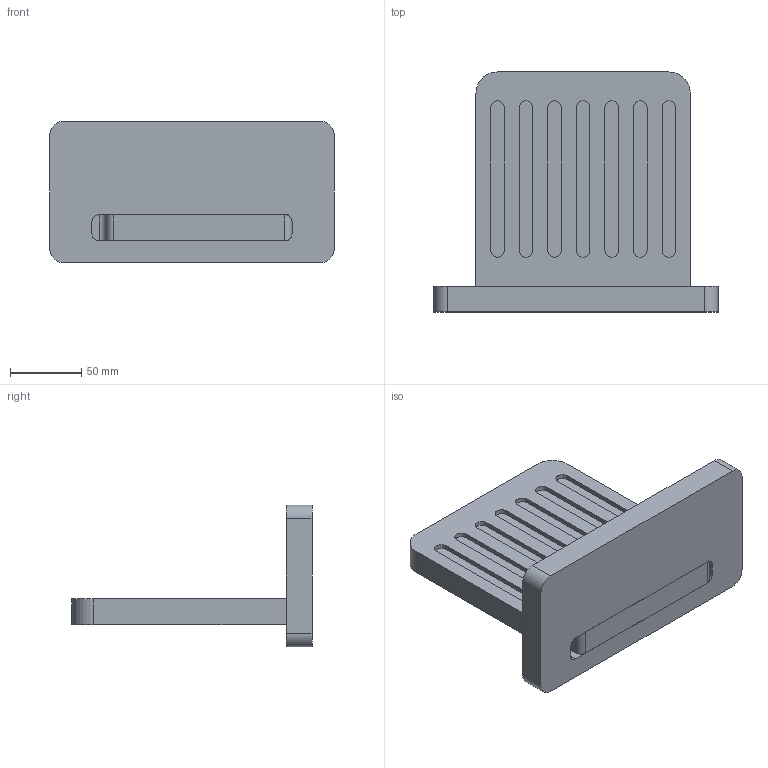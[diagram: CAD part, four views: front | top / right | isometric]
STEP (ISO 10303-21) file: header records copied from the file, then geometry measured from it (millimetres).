
FILE_DESCRIPTION (( 'STEP AP214' ), '1' );
FILE_NAME ('F0617_TableInsert_StandAsm1.STEP', '2024-06-18T18:50:03', ( '' ), ( '' ), 'SwSTEP 2.0', 'SolidWorks 2024', '' );
FILE_SCHEMA (( 'AUTOMOTIVE_DESIGN' ));
Length unit declared in the file: millimetre
Products named in the file (3): F0617_TableInsert_StandBack; F0617_TableInsert_StandAsm1; F0617_TableInsert_StandBase200x100
Assembly tree (2 placements, depth 2):
  F0617_TableInsert_StandAsm1
    F0617_TableInsert_StandBase200x100
    F0617_TableInsert_StandBack
Bounding box: 199 x 168 x 99 mm (x, y, z)
Volume: 710558.8 mm3; surface area: 118406.4 mm2
Topology: 2 solids, 2 shells, 74 faces, 186 edges, 124 vertices
Faces by surface type: plane 44, cylinder 30
Entity records: 2322 total; most frequent: DIRECTION 404, CARTESIAN_POINT 389, ORIENTED_EDGE 372, EDGE_CURVE 186, AXIS2_PLACEMENT_3D 139, LINE 126, VECTOR 126, VERTEX_POINT 124
